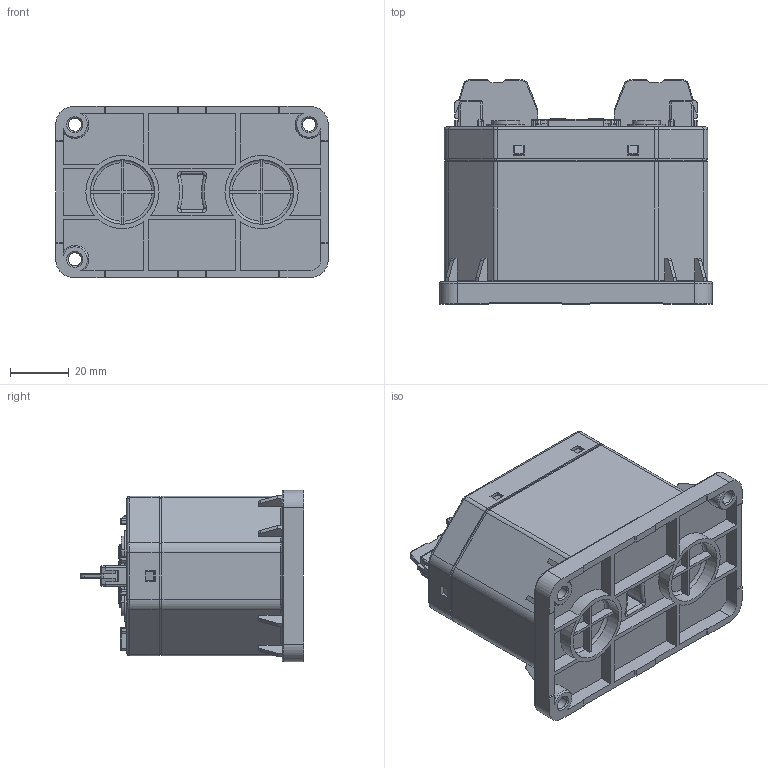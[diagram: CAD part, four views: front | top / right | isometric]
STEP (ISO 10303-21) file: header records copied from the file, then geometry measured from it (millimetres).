
FILE_DESCRIPTION((''),'2;1');
FILE_NAME('S0001_ASM_1_ASM_1_ASM','2022-12-07T14:58:43',('dell'),(''),'CREO PARAMETRIC BY PTC INC, 2022073','CREO PARAMETRIC BY PTC INC, 2022073','');
FILE_SCHEMA(('CONFIG_CONTROL_DESIGN'));
Length unit declared in the file: millimetre
Products named in the file (23): PRT0004_1_1; _30510_1_1; _1053500_1_1; _124100_1_1; _1367900_1_1; _211310_1_1; _2851700_1_1; _3037100_1_1; _359700_1_1; _421340_1_1; _601730_1_1; _720020_1_1; _781880_1_1; _856260_1_1; PRT0007_ASM_1_ASM_1_ASM; PRT0005_1_1; PRT0008_1_1_1; PRT0008_1_2_1; PRT0008_1_3_1; PRT0008_1_4_1; PRT0008_1_5_1; PRT0008_1_ASM_1_ASM; S0001_ASM_1_ASM_1_ASM
Assembly tree (23 placements, depth 3):
  S0001_ASM_1_ASM_1_ASM
    PRT0004_1_1  x2
    PRT0007_ASM_1_ASM_1_ASM
      _30510_1_1
      _1053500_1_1
      _124100_1_1
      _1367900_1_1
      _211310_1_1
      _2851700_1_1
      _3037100_1_1
      _359700_1_1
      _421340_1_1
      _601730_1_1
      _720020_1_1
      _781880_1_1
      _856260_1_1
    PRT0005_1_1
    PRT0008_1_ASM_1_ASM
      PRT0008_1_1_1
      PRT0008_1_2_1
      PRT0008_1_3_1
      PRT0008_1_4_1
      PRT0008_1_5_1
Bounding box: 93 x 76.5 x 58.5 mm (x, y, z)
Volume: 219084.6 mm3; surface area: 63371.4 mm2
Topology: 19 solids, 19 shells, 1477 faces, 3863 edges, 2381 vertices
Faces by surface type: plane 700, cylinder 479, sphere 99, torus 86, extrusion 56, cone 35, bspline 22
Entity records: 46856 total; most frequent: CARTESIAN_POINT 10175, DIRECTION 7669, ORIENTED_EDGE 7512, EDGE_CURVE 3756, AXIS2_PLACEMENT_3D 2636, VECTOR 2397, VERTEX_POINT 2381, LINE 2341
